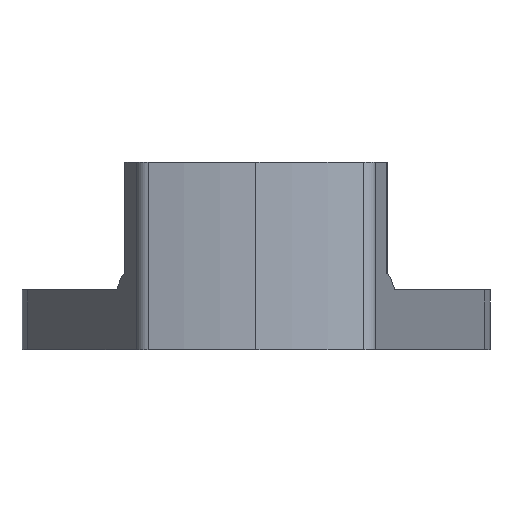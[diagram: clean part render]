
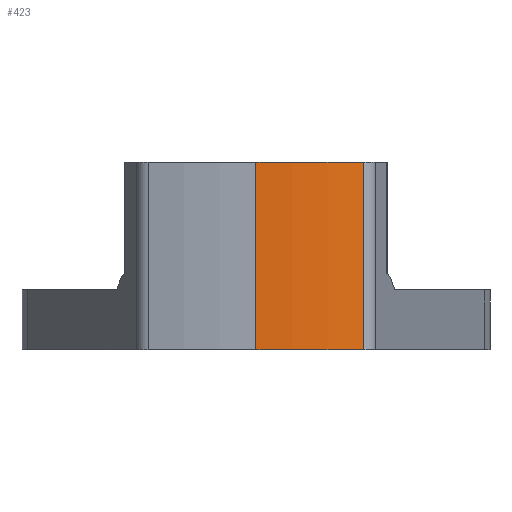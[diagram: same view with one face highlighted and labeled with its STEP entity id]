
A CAD part, left-side view. The second image highlights one B-rep face of the part: STEP entity #423.
In plain terms, the highlighted cylindrical face has radius 27.5 mm (diameter 55 mm), a partial arc.
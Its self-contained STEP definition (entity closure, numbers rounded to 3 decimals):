
#255 = CIRCLE ( 'NONE', #388, 27.5 ) ;
#276 = EDGE_CURVE ( 'NONE', #639, #1437, #633, .T. ) ;
#297 = CARTESIAN_POINT ( 'NONE',  ( -16.357, 10.627, 33.246 ) ) ;
#388 = AXIS2_PLACEMENT_3D ( 'NONE', #297, #1044, #1206 ) ;
#403 = EDGE_CURVE ( 'NONE', #804, #1437, #2048, .T. ) ;
#423 = ADVANCED_FACE ( 'NONE', ( #611 ), #1732, .T. ) ;
#475 = DIRECTION ( 'NONE',  ( -1., 0., 0. ) ) ;
#525 = CARTESIAN_POINT ( 'NONE',  ( -16.357, 10.627, 5.746 ) ) ;
#611 = FACE_OUTER_BOUND ( 'NONE', #2031, .T. ) ;
#633 = CIRCLE ( 'NONE', #1765, 27.5 ) ;
#639 = VERTEX_POINT ( 'NONE', #2022 ) ;
#642 = ORIENTED_EDGE ( 'NONE', *, *, #276, .F. ) ;
#653 = CARTESIAN_POINT ( 'NONE',  ( -27.75, 10.627, 33.246 ) ) ;
#674 = AXIS2_PLACEMENT_3D ( 'NONE', #886, #1255, #2354 ) ;
#678 = DIRECTION ( 'NONE',  ( 0., 0., 1. ) ) ;
#708 = LINE ( 'NONE', #1747, #2072 ) ;
#804 = VERTEX_POINT ( 'NONE', #1315 ) ;
#846 = DIRECTION ( 'NONE',  ( 1., 0., 0. ) ) ;
#861 = ORIENTED_EDGE ( 'NONE', *, *, #1071, .F. ) ;
#886 = CARTESIAN_POINT ( 'NONE',  ( -20., 10.627, 33.246 ) ) ;
#928 = CARTESIAN_POINT ( 'NONE',  ( -27.75, 4.1, 6.532 ) ) ;
#1044 = DIRECTION ( 'NONE',  ( 1., 0., 0. ) ) ;
#1071 = EDGE_CURVE ( 'NONE', #804, #2308, #255, .T. ) ;
#1176 = EDGE_CURVE ( 'NONE', #639, #2308, #708, .T. ) ;
#1206 = DIRECTION ( 'NONE',  ( 0., 0., -1. ) ) ;
#1246 = DIRECTION ( 'NONE',  ( -1., 0., 0. ) ) ;
#1255 = DIRECTION ( 'NONE',  ( 1., 0., 0. ) ) ;
#1314 = ORIENTED_EDGE ( 'NONE', *, *, #1176, .T. ) ;
#1315 = CARTESIAN_POINT ( 'NONE',  ( -16.357, 4.1, 6.532 ) ) ;
#1437 = VERTEX_POINT ( 'NONE', #928 ) ;
#1732 = CYLINDRICAL_SURFACE ( 'NONE', #674, 27.5 ) ;
#1747 = CARTESIAN_POINT ( 'NONE',  ( -20., 10.627, 5.746 ) ) ;
#1765 = AXIS2_PLACEMENT_3D ( 'NONE', #653, #475, #678 ) ;
#1976 = CARTESIAN_POINT ( 'NONE',  ( -20., 4.1, 6.532 ) ) ;
#2022 = CARTESIAN_POINT ( 'NONE',  ( -27.75, 10.627, 5.746 ) ) ;
#2031 = EDGE_LOOP ( 'NONE', ( #642, #1314, #861, #2136 ) ) ;
#2048 = LINE ( 'NONE', #1976, #2361 ) ;
#2072 = VECTOR ( 'NONE', #846, 1000. ) ;
#2136 = ORIENTED_EDGE ( 'NONE', *, *, #403, .T. ) ;
#2308 = VERTEX_POINT ( 'NONE', #525 ) ;
#2354 = DIRECTION ( 'NONE',  ( 0., 0., -1. ) ) ;
#2361 = VECTOR ( 'NONE', #1246, 1000. ) ;
